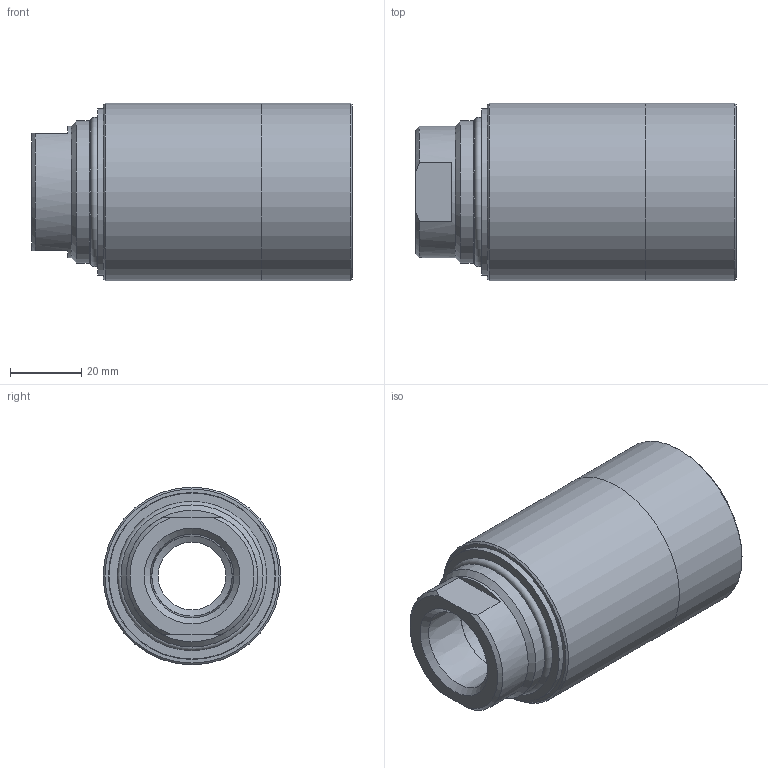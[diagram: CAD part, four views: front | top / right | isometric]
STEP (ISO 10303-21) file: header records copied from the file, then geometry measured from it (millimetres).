
FILE_DESCRIPTION((''),'2;1');
FILE_NAME('60G1T16.stp','2013-05-01T08:55:47',('scottg'),(''),'Autodesk Inventor 2012','Autodesk Inventor 2012','');
FILE_SCHEMA(('AUTOMOTIVE_DESIGN { 1 0 10303 214 1 1 1 1 }'));
Length unit declared in the file: inch
Products named in the file (1): 60G1T16
Bounding box: 90.22 x 50.04 x 50.04 mm (x, y, z)
Volume: 125007.6 mm3; surface area: 29212.1 mm2
Topology: 1 solids, 1 shells, 99 faces, 239 edges, 151 vertices
Faces by surface type: plane 39, cone 31, cylinder 25, torus 4
Full cylindrical faces by diameter (mm): 19.05 x1, 22.631 x1, 35.56 x1, 35.712 x1, 37.008 x1, 40.005 x2, 40.259 x1, 46.05 x1, 46.761 x1, 47.041 x1, 50.038 x2
Entity records: 2708 total; most frequent: CARTESIAN_POINT 506, DIRECTION 474, ORIENTED_EDGE 410, EDGE_CURVE 205, AXIS2_PLACEMENT_3D 197, VERTEX_POINT 145, EDGE_LOOP 138, FACE_OUTER_BOUND 99
